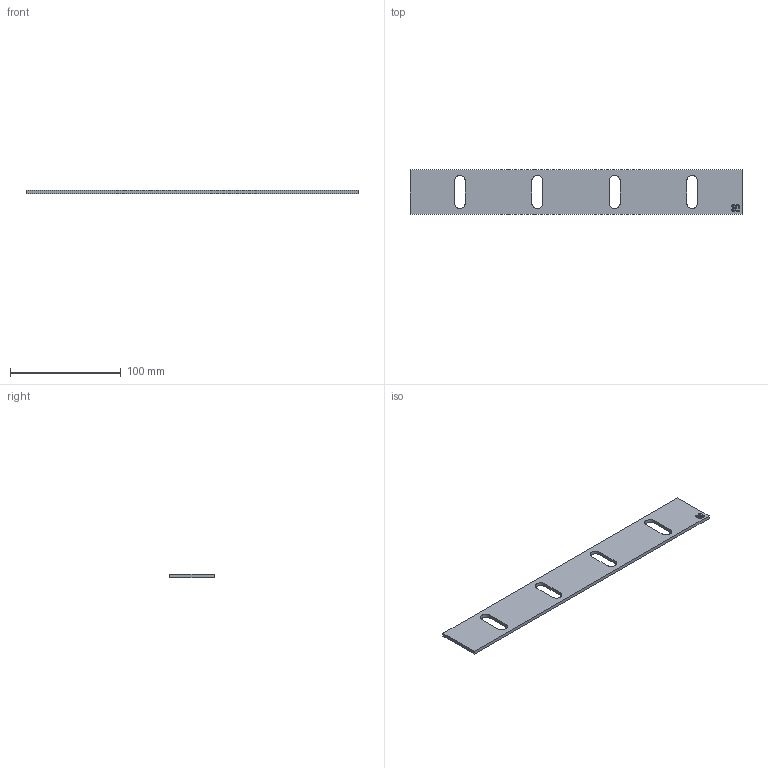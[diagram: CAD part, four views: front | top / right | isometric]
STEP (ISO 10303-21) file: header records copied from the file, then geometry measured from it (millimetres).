
FILE_DESCRIPTION(/* description */ ('STEP AP214'),/* implementation_level */ '2;1');
FILE_NAME(/* name */ '68c80bb9c70134579f2b0e2e',/* time_stamp */ '2025-09-15T12:55:06Z',/* author */ (''),/* organization */ (''),/* preprocessor_version */ 'ST-DEVELOPER v20',/* originating_system */ 'ONSHAPE BY PTC INC, 1.203',/* authorisation */ ' ');
FILE_SCHEMA (('AUTOMOTIVE_DESIGN {1 0 10303 214 3 1 1}'));
Length unit declared in the file: metre
Products named in the file (1): Part 1
Bounding box: 300 x 40 x 3 mm (x, y, z)
Volume: 32654.9 mm3; surface area: 24674.2 mm2
Topology: 1 solids, 1 shells, 77 faces, 216 edges, 144 vertices
Faces by surface type: plane 35, bspline 34, cylinder 8
Entity records: 2628 total; most frequent: CARTESIAN_POINT 812, ORIENTED_EDGE 432, DIRECTION 252, EDGE_CURVE 216, VERTEX_POINT 144, LINE 132, VECTOR 132, EDGE_LOOP 88
